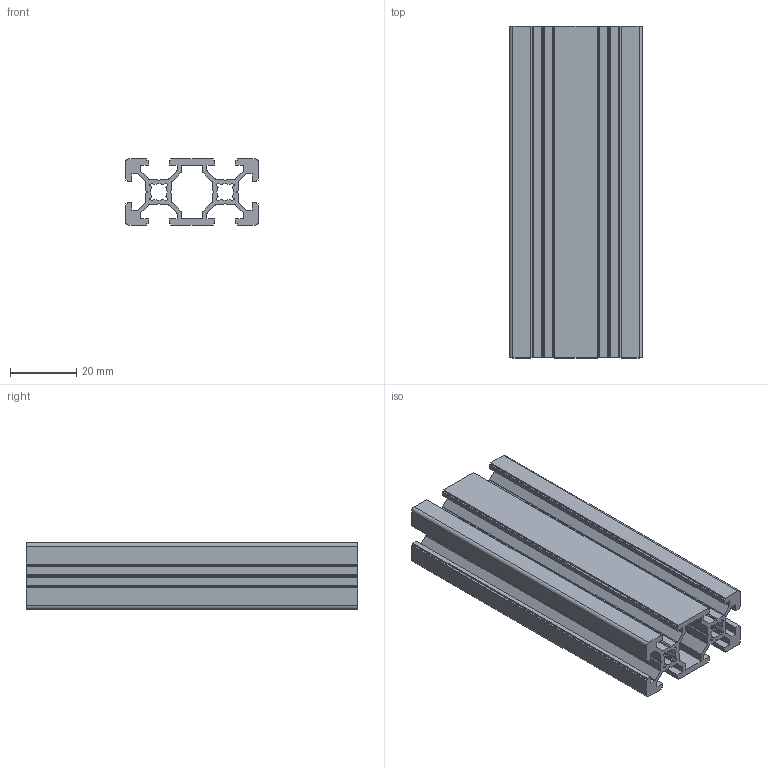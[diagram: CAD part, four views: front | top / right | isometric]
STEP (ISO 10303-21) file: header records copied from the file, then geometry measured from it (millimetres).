
FILE_DESCRIPTION (( 'STEP AP214' ), '1' );
FILE_NAME ('20õ40 ìì. Ïàç 6 ìì.STEP', '2018-05-08T22:23:28', ( 'Ïîëüçîâàòåëü Windows' ), ( '' ), 'SwSTEP 2.0', 'SolidWorks 2016', '' );
FILE_SCHEMA (( 'AUTOMOTIVE_DESIGN' ));
Length unit declared in the file: millimetre
Products named in the file (1): 20õ40 ìì. Ïàç 6 ìì
Bounding box: 40 x 100 x 20 mm (x, y, z)
Volume: 27840 mm3; surface area: 33453.1 mm2
Topology: 1 solids, 1 shells, 246 faces, 732 edges, 488 vertices
Faces by surface type: plane 150, cylinder 96
Entity records: 8314 total; most frequent: CARTESIAN_POINT 1467, ORIENTED_EDGE 1464, DIRECTION 1418, EDGE_CURVE 732, VECTOR 540, LINE 540, VERTEX_POINT 488, AXIS2_PLACEMENT_3D 439
